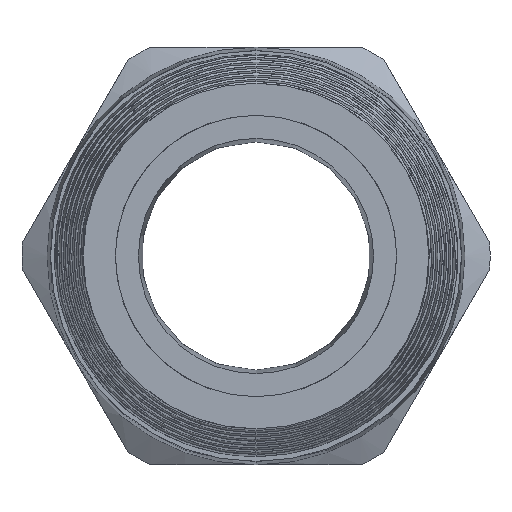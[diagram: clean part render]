
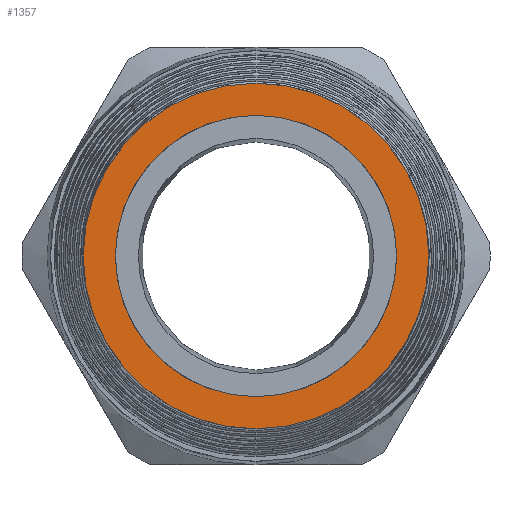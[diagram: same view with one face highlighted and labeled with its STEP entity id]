
A CAD part, left-side view. The second image highlights one B-rep face of the part: STEP entity #1357.
In plain terms, the highlighted planar face has unit normal (-1, 0, 0).
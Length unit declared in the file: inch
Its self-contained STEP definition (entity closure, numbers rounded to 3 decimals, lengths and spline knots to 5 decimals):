
#522 = VERTEX_POINT ( 'NONE', #2834 ) ;
#532 = VERTEX_POINT ( 'NONE', #2966 ) ;
#553 = EDGE_CURVE ( 'NONE', #532, #522, #2946, .T. ) ;
#1205 = EDGE_CURVE ( 'NONE', #1679, #1707, #3617, .T. ) ;
#1221 = ORIENTED_EDGE ( 'NONE', *, *, #1205, .F. ) ;
#1224 = EDGE_LOOP ( 'NONE', ( #1227, #1221 ) ) ;
#1225 = ORIENTED_EDGE ( 'NONE', *, *, #553, .T. ) ;
#1227 = ORIENTED_EDGE ( 'NONE', *, *, #1696, .F. ) ;
#1356 = ORIENTED_EDGE ( 'NONE', *, *, #1359, .T. ) ;
#1357 = ADVANCED_FACE ( 'NONE', ( #3714, #3713 ), #3712, .T. ) ;
#1359 = EDGE_CURVE ( 'NONE', #522, #532, #3707, .T. ) ;
#1366 = EDGE_LOOP ( 'NONE', ( #1356, #1225 ) ) ;
#1679 = VERTEX_POINT ( 'NONE', #9337 ) ;
#1696 = EDGE_CURVE ( 'NONE', #1707, #1679, #9460, .T. ) ;
#1707 = VERTEX_POINT ( 'NONE', #9607 ) ;
#2834 = CARTESIAN_POINT ( 'NONE',  ( -4.49, 0., -0.53758 ) ) ;
#2942 = DIRECTION ( 'NONE',  ( 0., 0., 1. ) ) ;
#2943 = DIRECTION ( 'NONE',  ( -1., 0., 0. ) ) ;
#2944 = CARTESIAN_POINT ( 'NONE',  ( -4.49, 0., 0. ) ) ;
#2945 = AXIS2_PLACEMENT_3D ( 'NONE', #2944, #2943, #2942 ) ;
#2946 = CIRCLE ( 'NONE', #2945, 0.53758 ) ;
#2966 = CARTESIAN_POINT ( 'NONE',  ( -4.49, 0., 0.53758 ) ) ;
#3609 = DIRECTION ( 'NONE',  ( 0., 0., 1. ) ) ;
#3610 = DIRECTION ( 'NONE',  ( -1., 0., 0. ) ) ;
#3611 = CARTESIAN_POINT ( 'NONE',  ( -4.49, 0., 0. ) ) ;
#3612 = AXIS2_PLACEMENT_3D ( 'NONE', #3611, #3610, #3609 ) ;
#3617 = CIRCLE ( 'NONE', #3612, 0.43758 ) ;
#3703 = DIRECTION ( 'NONE',  ( 0., 0., 1. ) ) ;
#3704 = DIRECTION ( 'NONE',  ( -1., 0., 0. ) ) ;
#3705 = CARTESIAN_POINT ( 'NONE',  ( -4.49, 0., 0. ) ) ;
#3706 = AXIS2_PLACEMENT_3D ( 'NONE', #3705, #3704, #3703 ) ;
#3707 = CIRCLE ( 'NONE', #3706, 0.53758 ) ;
#3708 = DIRECTION ( 'NONE',  ( 0., 0., 1. ) ) ;
#3709 = DIRECTION ( 'NONE',  ( -1., 0., 0. ) ) ;
#3710 = CARTESIAN_POINT ( 'NONE',  ( -4.49, 0., 0. ) ) ;
#3711 = AXIS2_PLACEMENT_3D ( 'NONE', #3710, #3709, #3708 ) ;
#3712 = PLANE ( 'NONE',  #3711 ) ;
#3713 = FACE_BOUND ( 'NONE', #1224, .T. ) ;
#3714 = FACE_OUTER_BOUND ( 'NONE', #1366, .T. ) ;
#9337 = CARTESIAN_POINT ( 'NONE',  ( -4.49, 0., 0.43758 ) ) ;
#9453 = DIRECTION ( 'NONE',  ( 0., 0., 1. ) ) ;
#9456 = DIRECTION ( 'NONE',  ( -1., 0., 0. ) ) ;
#9457 = CARTESIAN_POINT ( 'NONE',  ( -4.49, 0., 0. ) ) ;
#9458 = AXIS2_PLACEMENT_3D ( 'NONE', #9457, #9456, #9453 ) ;
#9460 = CIRCLE ( 'NONE', #9458, 0.43758 ) ;
#9607 = CARTESIAN_POINT ( 'NONE',  ( -4.49, 0., -0.43758 ) ) ;
